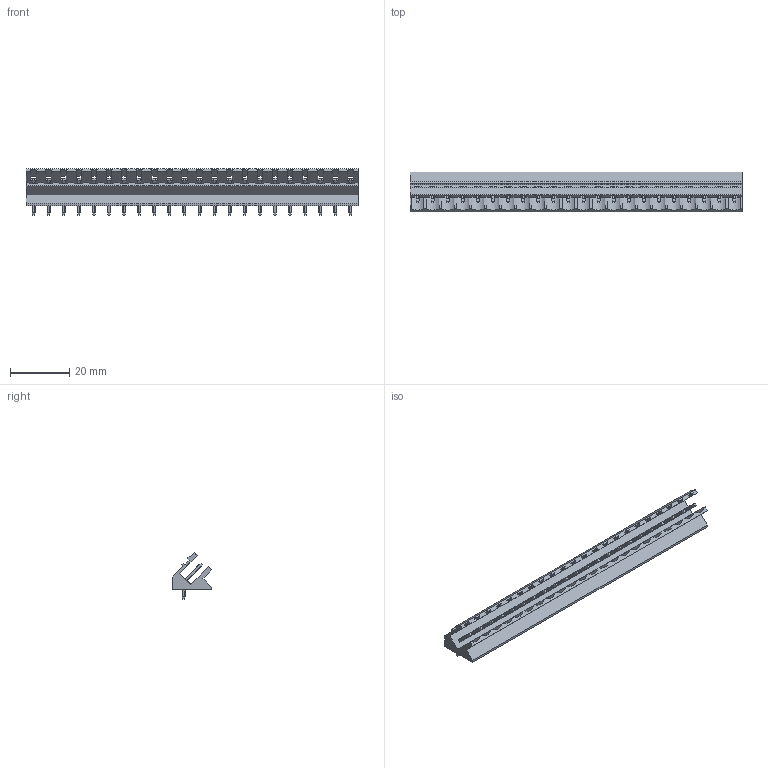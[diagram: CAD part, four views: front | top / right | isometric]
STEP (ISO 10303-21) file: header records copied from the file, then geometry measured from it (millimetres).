
FILE_DESCRIPTION(('CATIA V5 STEP Exchange','CAx-IF Rec.Pracs.--- Model Styling and Organization---1.2---2011-12-15'),'2;1');
FILE_NAME ('D1453166_0_1603260000_1603260000.stp','2018-10-10T07:28:35+00:00',('none'),('Weidmueller'),'CATIA Version 5-6 Release 2014','CATIA V5 STEP AP214','none');
FILE_SCHEMA(('AUTOMOTIVE_DESIGN { 1 0 10303 214 1 1 1 1 }'));
Length unit declared in the file: millimetre
Products named in the file (1): 1603260000
Bounding box: 111.76 x 13.3 x 15.67 mm (x, y, z)
Volume: 6825.7 mm3; surface area: 9032.9 mm2
Topology: 23 solids, 23 shells, 1096 faces, 3026 edges, 1932 vertices
Faces by surface type: plane 720, cylinder 376
Entity records: 38808 total; most frequent: CARTESIAN_POINT 13422, ORIENTED_EDGE 6052, DIRECTION 3936, EDGE_CURVE 3026, VECTOR 2274, LINE 2274, VERTEX_POINT 1932, EDGE_LOOP 1140
